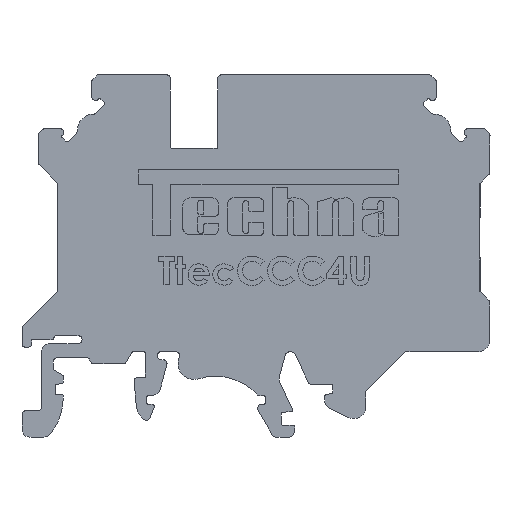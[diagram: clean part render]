
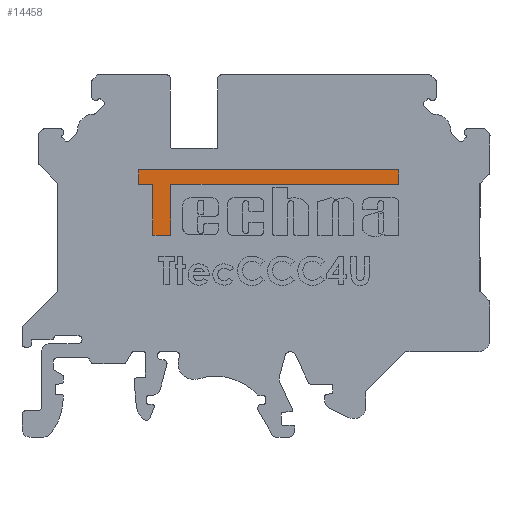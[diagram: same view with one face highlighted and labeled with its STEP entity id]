
A CAD part, front view. The second image highlights one B-rep face of the part: STEP entity #14458.
In plain terms, the highlighted planar face has unit normal (0, -1, 0).
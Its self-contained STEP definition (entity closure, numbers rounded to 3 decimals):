
#227 = PLANE ( 'NONE',  #4864 ) ;
#1786 = CARTESIAN_POINT ( 'NONE',  ( 8.261, 0.1, 25.01 ) ) ;
#4864 = AXIS2_PLACEMENT_3D ( 'NONE', #19322, #36452, #31088 ) ;
#5181 = CARTESIAN_POINT ( 'NONE',  ( -22.489, 0.1, 18.645 ) ) ;
#5709 = DIRECTION ( 'NONE',  ( 1., 0., 0. ) ) ;
#5960 = FACE_OUTER_BOUND ( 'NONE', #8734, .T. ) ;
#6116 = CARTESIAN_POINT ( 'NONE',  ( 8.261, 0.1, 25.01 ) ) ;
#6632 = EDGE_CURVE ( 'NONE', #19049, #9716, #31054, .T. ) ;
#7739 = EDGE_CURVE ( 'NONE', #22916, #10006, #25315, .T. ) ;
#8149 = CARTESIAN_POINT ( 'NONE',  ( -22.489, 0.1, 18.645 ) ) ;
#8164 = VECTOR ( 'NONE', #18494, 1000. ) ;
#8734 = EDGE_LOOP ( 'NONE', ( #22294, #25520, #35077, #15987, #31659, #31237, #30624, #29282 ) ) ;
#9716 = VERTEX_POINT ( 'NONE', #29606 ) ;
#9766 = DIRECTION ( 'NONE',  ( 0., 0., 1. ) ) ;
#9790 = LINE ( 'NONE', #1786, #8164 ) ;
#10006 = VERTEX_POINT ( 'NONE', #14843 ) ;
#10086 = VECTOR ( 'NONE', #13506, 1000. ) ;
#11269 = VECTOR ( 'NONE', #5709, 1000. ) ;
#11750 = EDGE_CURVE ( 'NONE', #20063, #24983, #21372, .T. ) ;
#13056 = CARTESIAN_POINT ( 'NONE',  ( -20.239, 0.1, 25.01 ) ) ;
#13506 = DIRECTION ( 'NONE',  ( 0., 0., -1. ) ) ;
#13716 = VECTOR ( 'NONE', #19081, 1000. ) ;
#14458 = ADVANCED_FACE ( 'NONE', ( #5960 ), #227, .F. ) ;
#14843 = CARTESIAN_POINT ( 'NONE',  ( -22.489, 0.1, 25.01 ) ) ;
#15578 = CARTESIAN_POINT ( 'NONE',  ( -24.253, 0.1, 26.821 ) ) ;
#15987 = ORIENTED_EDGE ( 'NONE', *, *, #21885, .T. ) ;
#16331 = CARTESIAN_POINT ( 'NONE',  ( 8.261, 0.1, 26.821 ) ) ;
#16908 = CARTESIAN_POINT ( 'NONE',  ( -20.239, 0.1, 18.645 ) ) ;
#17530 = DIRECTION ( 'NONE',  ( 0., 0., -1. ) ) ;
#18494 = DIRECTION ( 'NONE',  ( 1., 0., 0. ) ) ;
#19049 = VERTEX_POINT ( 'NONE', #6116 ) ;
#19081 = DIRECTION ( 'NONE',  ( -1., 0., 0. ) ) ;
#19322 = CARTESIAN_POINT ( 'NONE',  ( 0., 0.1, 0. ) ) ;
#19670 = LINE ( 'NONE', #16908, #22073 ) ;
#19839 = CARTESIAN_POINT ( 'NONE',  ( -24.253, 0.1, 26.821 ) ) ;
#20063 = VERTEX_POINT ( 'NONE', #29126 ) ;
#20415 = VERTEX_POINT ( 'NONE', #8149 ) ;
#21372 = LINE ( 'NONE', #13056, #34765 ) ;
#21885 = EDGE_CURVE ( 'NONE', #20415, #20063, #19670, .T. ) ;
#22073 = VECTOR ( 'NONE', #28132, 1000. ) ;
#22294 = ORIENTED_EDGE ( 'NONE', *, *, #26063, .T. ) ;
#22916 = VERTEX_POINT ( 'NONE', #36046 ) ;
#23230 = LINE ( 'NONE', #34292, #27021 ) ;
#24983 = VERTEX_POINT ( 'NONE', #27749 ) ;
#25150 = VECTOR ( 'NONE', #25165, 1000. ) ;
#25165 = DIRECTION ( 'NONE',  ( 0., 0., 1. ) ) ;
#25315 = LINE ( 'NONE', #36571, #11269 ) ;
#25327 = LINE ( 'NONE', #5181, #10086 ) ;
#25520 = ORIENTED_EDGE ( 'NONE', *, *, #7739, .T. ) ;
#26063 = EDGE_CURVE ( 'NONE', #35901, #22916, #23230, .T. ) ;
#26874 = EDGE_CURVE ( 'NONE', #24983, #19049, #9790, .T. ) ;
#27021 = VECTOR ( 'NONE', #17530, 1000. ) ;
#27749 = CARTESIAN_POINT ( 'NONE',  ( -20.239, 0.1, 25.01 ) ) ;
#28132 = DIRECTION ( 'NONE',  ( 1., 0., 0. ) ) ;
#28979 = EDGE_CURVE ( 'NONE', #9716, #35901, #35839, .T. ) ;
#29126 = CARTESIAN_POINT ( 'NONE',  ( -20.239, 0.1, 18.645 ) ) ;
#29282 = ORIENTED_EDGE ( 'NONE', *, *, #28979, .T. ) ;
#29606 = CARTESIAN_POINT ( 'NONE',  ( 8.261, 0.1, 26.821 ) ) ;
#30624 = ORIENTED_EDGE ( 'NONE', *, *, #6632, .T. ) ;
#31054 = LINE ( 'NONE', #16331, #25150 ) ;
#31088 = DIRECTION ( 'NONE',  ( 0., 0., 1. ) ) ;
#31237 = ORIENTED_EDGE ( 'NONE', *, *, #26874, .T. ) ;
#31659 = ORIENTED_EDGE ( 'NONE', *, *, #11750, .T. ) ;
#34292 = CARTESIAN_POINT ( 'NONE',  ( -24.253, 0.1, 25.01 ) ) ;
#34765 = VECTOR ( 'NONE', #9766, 1000. ) ;
#34949 = EDGE_CURVE ( 'NONE', #10006, #20415, #25327, .T. ) ;
#35077 = ORIENTED_EDGE ( 'NONE', *, *, #34949, .T. ) ;
#35839 = LINE ( 'NONE', #15578, #13716 ) ;
#35901 = VERTEX_POINT ( 'NONE', #19839 ) ;
#36046 = CARTESIAN_POINT ( 'NONE',  ( -24.253, 0.1, 25.01 ) ) ;
#36452 = DIRECTION ( 'NONE',  ( 0., 1., 0. ) ) ;
#36571 = CARTESIAN_POINT ( 'NONE',  ( -22.489, 0.1, 25.01 ) ) ;
